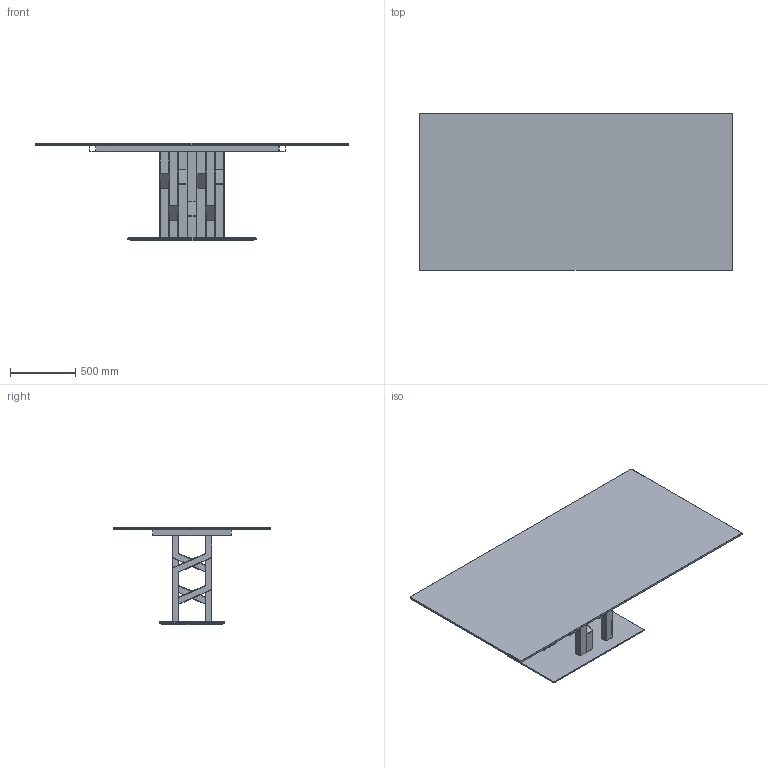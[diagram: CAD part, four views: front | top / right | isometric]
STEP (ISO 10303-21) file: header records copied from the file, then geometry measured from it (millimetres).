
FILE_DESCRIPTION(/* description */ (''),/* implementation_level */ '2;1');
FILE_NAME(/* name */ 'KIGHI_~1',/* time_stamp */ '2019-07-02T12:44:21+02:00',/* author */ (''),/* organization */ (''),/* preprocessor_version */ 'ST-DEVELOPER v16.5',/* originating_system */ '',/* authorisation */ '');
FILE_SCHEMA (('CONFIG_CONTROL_DESIGN'));
Length unit declared in the file: millimetre
Products named in the file (1): Document
Bounding box: 2400 x 1200 x 747.68 mm (x, y, z)
Volume: 51784985.2 mm3; surface area: 11383040.5 mm2
Topology: 9 solids, 16 shells, 446 faces, 1144 edges, 672 vertices
Faces by surface type: plane 230, bspline 216
Entity records: 17969 total; most frequent: CARTESIAN_POINT 10774, ORIENTED_EDGE 2176, EDGE_CURVE 1116, B_SPLINE_CURVE_WITH_KNOTS 820, VERTEX_POINT 672, EDGE_LOOP 556, ADVANCED_FACE 446, FACE_OUTER_BOUND 446
